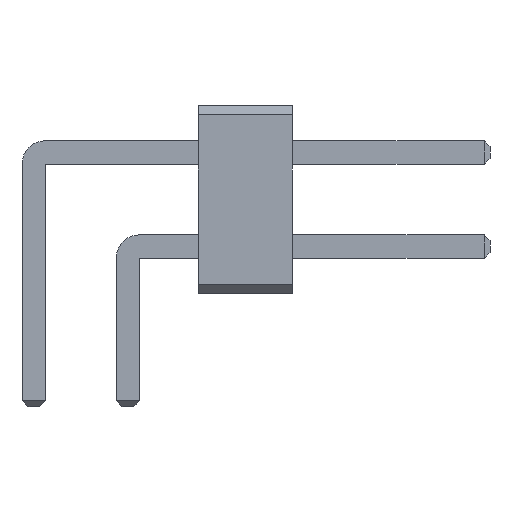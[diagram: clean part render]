
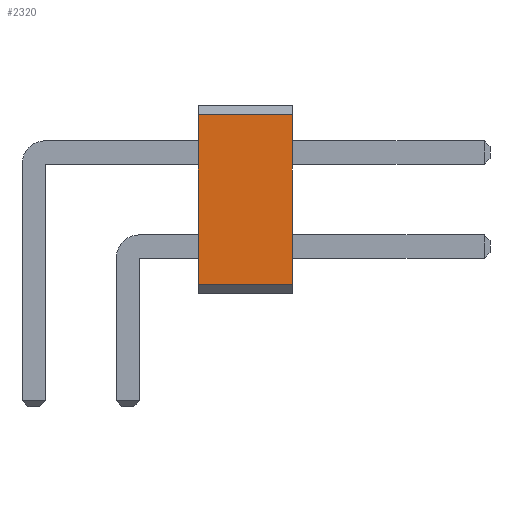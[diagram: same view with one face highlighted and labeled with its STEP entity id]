
A CAD part, front view. The second image highlights one B-rep face of the part: STEP entity #2320.
In plain terms, the highlighted planar face has unit normal (0, -1, 0).
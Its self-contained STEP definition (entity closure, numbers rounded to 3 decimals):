
#13=DIRECTION('',(0.,0.,1.));
#27=VECTOR('',#28,1.);
#28=DIRECTION('',(1.,0.,0.));
#57=DIRECTION('',(0.,-1.,0.));
#2307=VERTEX_POINT('',#2308);
#2308=CARTESIAN_POINT('',(5.5,-79.,0.2));
#2311=EDGE_CURVE('',#2312,#2307,#2314,.T.);
#2312=VERTEX_POINT('',#2313);
#2313=CARTESIAN_POINT('',(3.5,-79.,0.2));
#2314=LINE('',#2313,#27);
#2320=ADVANCED_FACE('',(#2321),#2338,.T.);
#2321=FACE_BOUND('',#2322,.T.);
#2322=EDGE_LOOP('',(#2323,#2324,#2330,#2335));
#2323=ORIENTED_EDGE('',*,*,#2311,.T.);
#2324=ORIENTED_EDGE('',*,*,#2325,.T.);
#2325=EDGE_CURVE('',#2307,#2326,#2328,.T.);
#2326=VERTEX_POINT('',#2327);
#2327=CARTESIAN_POINT('',(5.5,-79.,3.8));
#2328=LINE('',#2308,#2329);
#2329=VECTOR('',#13,1.);
#2330=ORIENTED_EDGE('',*,*,#2331,.F.);
#2331=EDGE_CURVE('',#2332,#2326,#2334,.T.);
#2332=VERTEX_POINT('',#2333);
#2333=CARTESIAN_POINT('',(3.5,-79.,3.8));
#2334=LINE('',#2333,#27);
#2335=ORIENTED_EDGE('',*,*,#2336,.F.);
#2336=EDGE_CURVE('',#2312,#2332,#2337,.T.);
#2337=LINE('',#2313,#2329);
#2338=PLANE('',#2339);
#2339=AXIS2_PLACEMENT_3D('',#2313,#57,#13);
